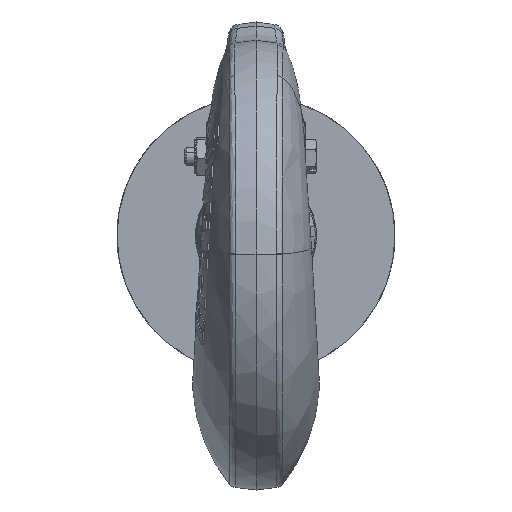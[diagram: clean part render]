
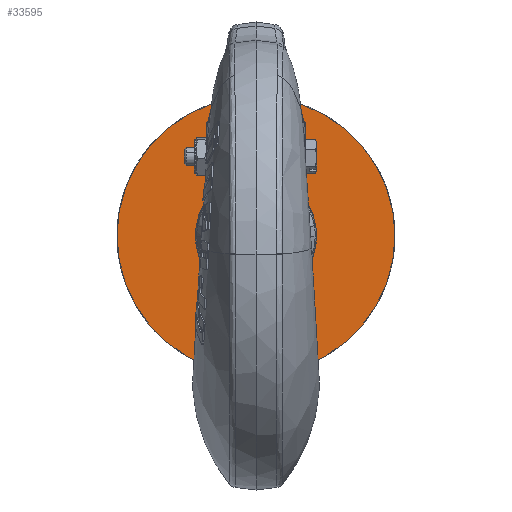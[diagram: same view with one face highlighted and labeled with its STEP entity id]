
A CAD part, front view. The second image highlights one B-rep face of the part: STEP entity #33595.
In plain terms, the highlighted planar face has unit normal (0, -1, 0).
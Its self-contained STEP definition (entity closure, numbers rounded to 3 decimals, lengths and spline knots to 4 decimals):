
#8920=CARTESIAN_POINT('',(0.,-5.089,0.));
#8921=DIRECTION('',(0.,1.,0.));
#8922=DIRECTION('',(-1.,0.,0.));
#8923=AXIS2_PLACEMENT_3D('',#8920,#8921,#8922);
#9015=CARTESIAN_POINT('',(0.,-5.089,0.));
#9016=DIRECTION('',(0.,-1.,0.));
#9017=DIRECTION('',(-1.,0.,0.));
#9018=AXIS2_PLACEMENT_3D('',#9015,#9016,#9017);
#9020=CARTESIAN_POINT('',(0.,-5.089,0.));
#9021=DIRECTION('',(0.,1.,0.));
#9022=DIRECTION('',(-1.,0.,0.));
#9023=AXIS2_PLACEMENT_3D('',#9020,#9021,#9022);
#9025=CARTESIAN_POINT('',(0.,-5.089,0.));
#9026=DIRECTION('',(0.,1.,0.));
#9027=DIRECTION('',(1.,0.,0.));
#9028=AXIS2_PLACEMENT_3D('',#9025,#9026,#9027);
#23448=CARTESIAN_POINT('',(-1.4375,-5.089,0.));
#23450=VERTEX_POINT('',#23448);
#23452=CARTESIAN_POINT('',(1.4375,-5.089,0.));
#23454=VERTEX_POINT('',#23452);
#23480=CARTESIAN_POINT('',(-0.6275,-5.089,0.));
#23481=CARTESIAN_POINT('',(0.6275,-5.089,0.));
#23482=VERTEX_POINT('',#23480);
#23483=VERTEX_POINT('',#23481);
#33580=CARTESIAN_POINT('',(0.,-5.089,0.));
#33581=DIRECTION('',(0.,-1.,0.));
#33582=DIRECTION('',(1.,0.,0.));
#33583=AXIS2_PLACEMENT_3D('',#33580,#33581,#33582);
#33584=PLANE('',#33583);
#33585=ORIENTED_EDGE('',*,*,#33573,.F.);
#33586=ORIENTED_EDGE('',*,*,#33556,.T.);
#33587=EDGE_LOOP('',(#33585,#33586));
#33588=FACE_OUTER_BOUND('',#33587,.F.);
#33590=ORIENTED_EDGE('',*,*,#33589,.F.);
#33592=ORIENTED_EDGE('',*,*,#33591,.F.);
#33593=EDGE_LOOP('',(#33590,#33592));
#33594=FACE_BOUND('',#33593,.F.);
#33595=ADVANCED_FACE('',(#33588,#33594),#33584,.T.);
#8924=CIRCLE('',#8923,1.4375);
#9019=CIRCLE('',#9018,1.4375);
#9024=CIRCLE('',#9023,0.6275);
#9029=CIRCLE('',#9028,0.6275);
#33556=EDGE_CURVE('',#23450,#23454,#8924,.T.);
#33573=EDGE_CURVE('',#23450,#23454,#9019,.T.);
#33589=EDGE_CURVE('',#23482,#23483,#9024,.T.);
#33591=EDGE_CURVE('',#23483,#23482,#9029,.T.);
